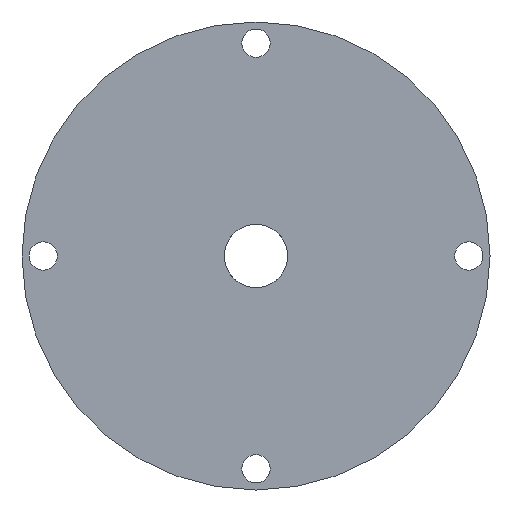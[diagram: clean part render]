
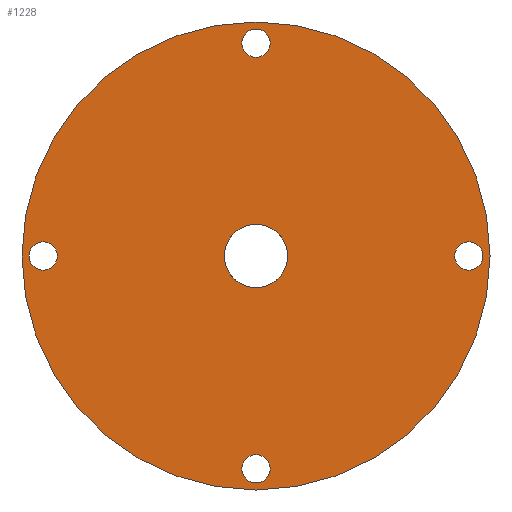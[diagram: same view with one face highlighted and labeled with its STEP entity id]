
A CAD part, front view. The second image highlights one B-rep face of the part: STEP entity #1228.
In plain terms, the highlighted planar face has unit normal (0, -1, 0).
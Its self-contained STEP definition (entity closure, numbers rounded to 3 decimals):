
#16=FACE_BOUND('',#210,.T.);
#17=FACE_BOUND('',#211,.T.);
#18=FACE_BOUND('',#212,.T.);
#19=FACE_BOUND('',#213,.T.);
#20=FACE_BOUND('',#214,.T.);
#69=PLANE('',#1345);
#140=FACE_OUTER_BOUND('',#209,.T.);
#209=EDGE_LOOP('',(#915));
#210=EDGE_LOOP('',(#916));
#211=EDGE_LOOP('',(#917));
#212=EDGE_LOOP('',(#918));
#213=EDGE_LOOP('',(#919));
#214=EDGE_LOOP('',(#920));
#319=CIRCLE('',#1301,6.);
#330=CIRCLE('',#1316,2.675);
#332=CIRCLE('',#1319,2.675);
#334=CIRCLE('',#1322,2.675);
#336=CIRCLE('',#1325,2.675);
#354=CIRCLE('',#1346,44.25);
#509=VERTEX_POINT('',#2038);
#521=VERTEX_POINT('',#2166);
#523=VERTEX_POINT('',#2172);
#525=VERTEX_POINT('',#2178);
#527=VERTEX_POINT('',#2184);
#543=VERTEX_POINT('',#2222);
#668=EDGE_CURVE('',#509,#509,#319,.T.);
#685=EDGE_CURVE('',#521,#521,#330,.T.);
#688=EDGE_CURVE('',#523,#523,#332,.T.);
#691=EDGE_CURVE('',#525,#525,#334,.T.);
#694=EDGE_CURVE('',#527,#527,#336,.T.);
#712=EDGE_CURVE('',#543,#543,#354,.T.);
#915=ORIENTED_EDGE('',*,*,#712,.T.);
#916=ORIENTED_EDGE('',*,*,#668,.T.);
#917=ORIENTED_EDGE('',*,*,#685,.T.);
#918=ORIENTED_EDGE('',*,*,#688,.T.);
#919=ORIENTED_EDGE('',*,*,#691,.T.);
#920=ORIENTED_EDGE('',*,*,#694,.T.);
#1228=ADVANCED_FACE('',(#140,#16,#17,#18,#19,#20),#69,.F.);
#1301=AXIS2_PLACEMENT_3D('',#2040,#1543,#1544);
#1316=AXIS2_PLACEMENT_3D('',#2168,#1574,#1575);
#1319=AXIS2_PLACEMENT_3D('',#2174,#1581,#1582);
#1322=AXIS2_PLACEMENT_3D('',#2180,#1588,#1589);
#1325=AXIS2_PLACEMENT_3D('',#2186,#1595,#1596);
#1345=AXIS2_PLACEMENT_3D('',#2221,#1635,#1636);
#1346=AXIS2_PLACEMENT_3D('',#2223,#1637,#1638);
#1543=DIRECTION('center_axis',(0.,1.,0.));
#1544=DIRECTION('ref_axis',(1.,0.,0.));
#1574=DIRECTION('center_axis',(0.,1.,0.));
#1575=DIRECTION('ref_axis',(1.,0.,0.));
#1581=DIRECTION('center_axis',(0.,1.,0.));
#1582=DIRECTION('ref_axis',(1.,0.,0.));
#1588=DIRECTION('center_axis',(0.,1.,0.));
#1589=DIRECTION('ref_axis',(1.,0.,0.));
#1595=DIRECTION('center_axis',(0.,1.,0.));
#1596=DIRECTION('ref_axis',(1.,0.,0.));
#1635=DIRECTION('center_axis',(0.,1.,0.));
#1636=DIRECTION('ref_axis',(1.,0.,0.));
#1637=DIRECTION('center_axis',(0.,-1.,0.));
#1638=DIRECTION('ref_axis',(1.,0.,0.));
#2038=CARTESIAN_POINT('',(-6.,-3.,0.));
#2040=CARTESIAN_POINT('Origin',(0.,-3.,0.));
#2166=CARTESIAN_POINT('',(-2.675,-3.,40.25));
#2168=CARTESIAN_POINT('Origin',(0.,-3.,40.25));
#2172=CARTESIAN_POINT('',(37.575,-3.,0.));
#2174=CARTESIAN_POINT('Origin',(40.25,-3.,0.));
#2178=CARTESIAN_POINT('',(-42.925,-3.,0.));
#2180=CARTESIAN_POINT('Origin',(-40.25,-3.,0.));
#2184=CARTESIAN_POINT('',(-2.675,-3.,-40.25));
#2186=CARTESIAN_POINT('Origin',(0.,-3.,-40.25));
#2221=CARTESIAN_POINT('Origin',(0.,-3.,0.));
#2222=CARTESIAN_POINT('',(-44.25,-3.,0.));
#2223=CARTESIAN_POINT('Origin',(0.,-3.,0.));
